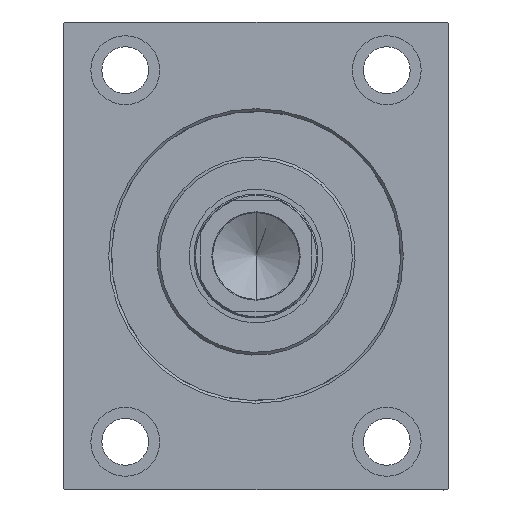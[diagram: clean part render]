
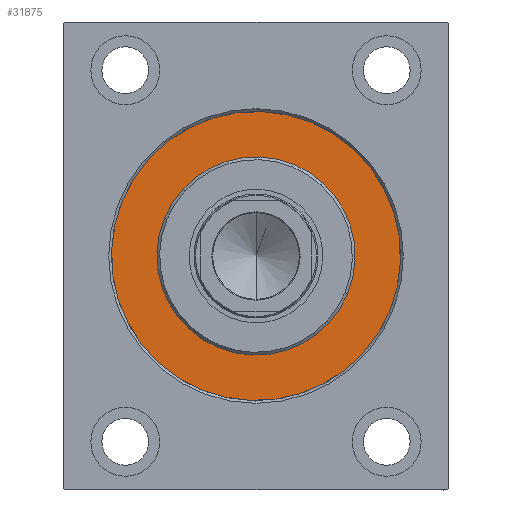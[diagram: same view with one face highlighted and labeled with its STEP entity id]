
A CAD part, left-side view. The second image highlights one B-rep face of the part: STEP entity #31875.
In plain terms, the highlighted face is planar.
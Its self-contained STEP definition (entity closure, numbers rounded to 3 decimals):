
#798 = EDGE_CURVE ( 'NONE', #42311, #8136, #40249, .T. ) ;
#1050 = EDGE_CURVE ( 'NONE', #18630, #34049, #34271, .T. ) ;
#2582 = CARTESIAN_POINT ( 'NONE',  ( 0., 0., 0. ) ) ;
#4598 = AXIS2_PLACEMENT_3D ( 'NONE', #2582, #20178, #16384 ) ;
#6243 = EDGE_CURVE ( 'NONE', #8136, #42311, #23233, .T. ) ;
#8136 = VERTEX_POINT ( 'NONE', #12454 ) ;
#11334 = DIRECTION ( 'NONE',  ( 1., 0., 0. ) ) ;
#12067 = AXIS2_PLACEMENT_3D ( 'NONE', #29970, #16397, #29309 ) ;
#12420 = EDGE_LOOP ( 'NONE', ( #25936, #39300 ) ) ;
#12454 = CARTESIAN_POINT ( 'NONE',  ( 0., 0., -36. ) ) ;
#13053 = DIRECTION ( 'NONE',  ( -1., 0., 0. ) ) ;
#13272 = PLANE ( 'NONE',  #40083 ) ;
#14641 = AXIS2_PLACEMENT_3D ( 'NONE', #20884, #28418, #21312 ) ;
#15359 = EDGE_LOOP ( 'NONE', ( #27007, #36198 ) ) ;
#16384 = DIRECTION ( 'NONE',  ( 0., 0., 1. ) ) ;
#16397 = DIRECTION ( 'NONE',  ( -1., 0., 0. ) ) ;
#16774 = CARTESIAN_POINT ( 'NONE',  ( 0., 0., 52.5 ) ) ;
#18630 = VERTEX_POINT ( 'NONE', #16774 ) ;
#19633 = EDGE_CURVE ( 'NONE', #34049, #18630, #27704, .T. ) ;
#19939 = CARTESIAN_POINT ( 'NONE',  ( 0., 0., 36. ) ) ;
#20178 = DIRECTION ( 'NONE',  ( -1., 0., 0. ) ) ;
#20884 = CARTESIAN_POINT ( 'NONE',  ( 0., 0., 0. ) ) ;
#21312 = DIRECTION ( 'NONE',  ( 0., 0., -1. ) ) ;
#23233 = CIRCLE ( 'NONE', #24659, 36. ) ;
#24305 = CARTESIAN_POINT ( 'NONE',  ( 0., 0., -52.5 ) ) ;
#24659 = AXIS2_PLACEMENT_3D ( 'NONE', #41397, #11334, #31375 ) ;
#25936 = ORIENTED_EDGE ( 'NONE', *, *, #19633, .F. ) ;
#27007 = ORIENTED_EDGE ( 'NONE', *, *, #798, .F. ) ;
#27704 = CIRCLE ( 'NONE', #12067, 52.5 ) ;
#28418 = DIRECTION ( 'NONE',  ( 1., 0., 0. ) ) ;
#29309 = DIRECTION ( 'NONE',  ( 0., 0., 1. ) ) ;
#29966 = FACE_OUTER_BOUND ( 'NONE', #12420, .T. ) ;
#29970 = CARTESIAN_POINT ( 'NONE',  ( 0., 0., 0. ) ) ;
#31375 = DIRECTION ( 'NONE',  ( 0., 0., -1. ) ) ;
#31875 = ADVANCED_FACE ( 'NONE', ( #36645, #29966 ), #13272, .F. ) ;
#34049 = VERTEX_POINT ( 'NONE', #24305 ) ;
#34271 = CIRCLE ( 'NONE', #4598, 52.5 ) ;
#36198 = ORIENTED_EDGE ( 'NONE', *, *, #6243, .F. ) ;
#36645 = FACE_BOUND ( 'NONE', #15359, .T. ) ;
#39300 = ORIENTED_EDGE ( 'NONE', *, *, #1050, .F. ) ;
#40083 = AXIS2_PLACEMENT_3D ( 'NONE', #40654, #13053, #43767 ) ;
#40249 = CIRCLE ( 'NONE', #14641, 36. ) ;
#40654 = CARTESIAN_POINT ( 'NONE',  ( 0., 0., 0. ) ) ;
#41397 = CARTESIAN_POINT ( 'NONE',  ( 0., 0., 0. ) ) ;
#42311 = VERTEX_POINT ( 'NONE', #19939 ) ;
#43767 = DIRECTION ( 'NONE',  ( 0., 0., 1. ) ) ;
